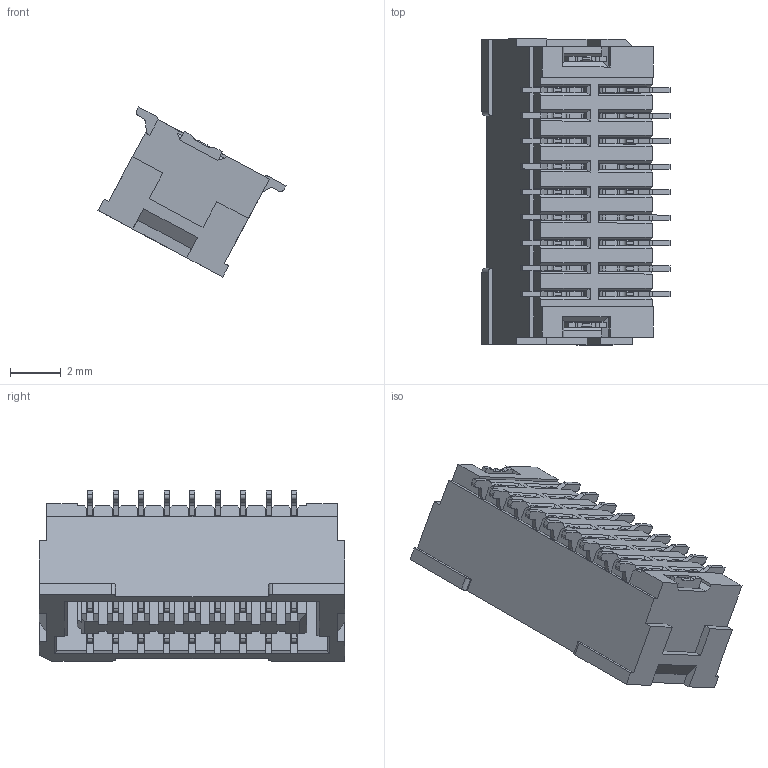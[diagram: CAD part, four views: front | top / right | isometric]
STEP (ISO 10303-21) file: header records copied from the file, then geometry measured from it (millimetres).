
FILE_DESCRIPTION (( 'STEP AP203' ), '1' );
FILE_NAME ('FWF10014-D18S83NAM.STEP', '2025-11-21T06:00:56', ( '' ), ( '' ), 'SwSTEP 2.0', 'SolidWorks 2021', '' );
FILE_SCHEMA (( 'CONFIG_CONTROL_DESIGN' ));
Products named in the file (1): FWF10014-D18S83NAM
Bounding box: 7.38 x 12 x 6.68 mm (x, y, z)
Volume: 171.8 mm3; surface area: 817.4 mm2
Topology: 12 solids, 12 shells, 1717 faces, 5275 edges, 3485 vertices
Faces by surface type: plane 1067, cylinder 634, bspline 16
Entity records: 59289 total; most frequent: CARTESIAN_POINT 11923, ORIENTED_EDGE 10550, DIRECTION 9265, EDGE_CURVE 5275, VECTOR 3893, LINE 3893, VERTEX_POINT 3485, AXIS2_PLACEMENT_3D 2686
